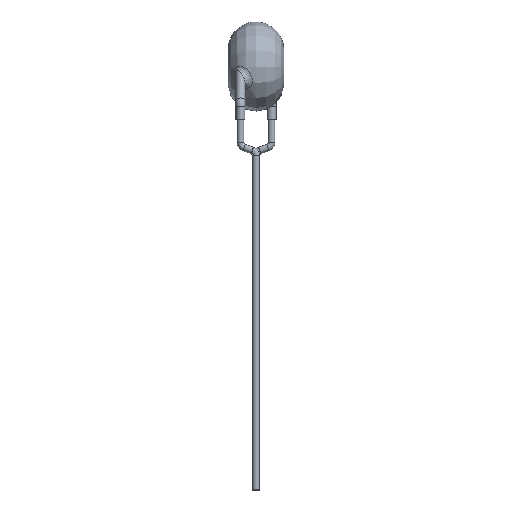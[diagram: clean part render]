
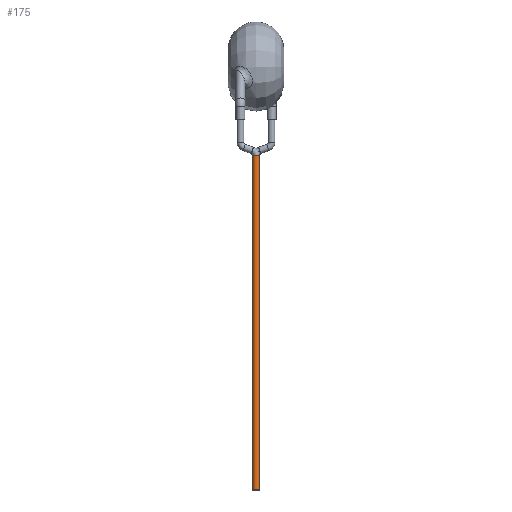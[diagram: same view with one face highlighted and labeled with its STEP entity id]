
A CAD part, left-side view. The second image highlights one B-rep face of the part: STEP entity #175.
In plain terms, the highlighted cylindrical face has radius 0.3 mm (diameter 0.6 mm), a full revolution.
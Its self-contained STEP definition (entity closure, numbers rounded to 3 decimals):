
#144=CARTESIAN_POINT('',(-6.25,1.1,-8.));
#145=VERTEX_POINT('',#144);
#146=CARTESIAN_POINT('',(-6.25,0.8,-8.));
#147=DIRECTION('',(0.0,0.0,-1.0));
#148=DIRECTION('',(0.0,-1.0,0.0));
#149=AXIS2_PLACEMENT_3D('',#146,#147,#148);
#150=CIRCLE('',#149,0.3);
#151=EDGE_CURVE('',#145,#145,#150,.T.);
#156=CARTESIAN_POINT('',(-6.25,0.8,-38.));
#157=DIRECTION('',(0.,0.,1.0));
#158=DIRECTION('',(0.0,-1.0,0.0));
#159=AXIS2_PLACEMENT_3D('',#156,#157,#158);
#160=CYLINDRICAL_SURFACE('',#159,0.3);
#161=ORIENTED_EDGE('',*,*,#151,.T.);
#162=EDGE_LOOP('',(#161));
#163=FACE_OUTER_BOUND('',#162,.T.);
#164=CARTESIAN_POINT('',(-6.25,1.1,-38.));
#165=VERTEX_POINT('',#164);
#166=CARTESIAN_POINT('',(-6.25,0.8,-38.));
#167=DIRECTION('',(0.0,0.0,-1.0));
#168=DIRECTION('',(0.0,-1.0,0.0));
#169=AXIS2_PLACEMENT_3D('',#166,#167,#168);
#170=CIRCLE('',#169,0.3);
#171=EDGE_CURVE('',#165,#165,#170,.T.);
#172=ORIENTED_EDGE('',*,*,#171,.F.);
#173=EDGE_LOOP('',(#172));
#174=FACE_BOUND('',#173,.T.);
#175=ADVANCED_FACE('',(#163,#174),#160,.T.);
